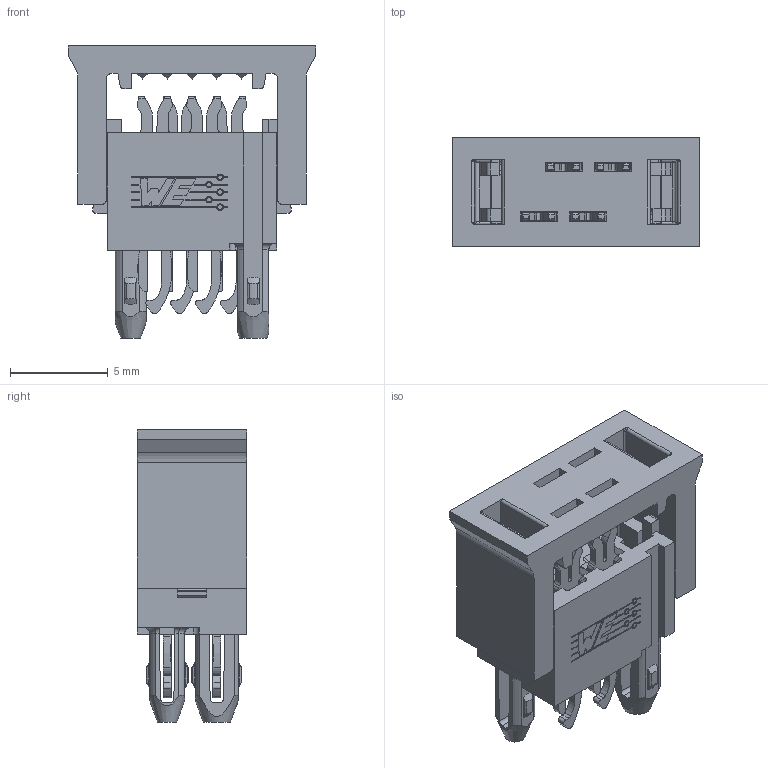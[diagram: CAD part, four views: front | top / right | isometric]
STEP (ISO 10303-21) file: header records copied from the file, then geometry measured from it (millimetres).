
FILE_DESCRIPTION(/* description */ ('Unknown'),/* implementation_level */ '2;1');
FILE_NAME(/* name */ '490107670412',/* time_stamp */ '2019-07-04T14:50:41+02:00',/* author */ ('Unknown'),/* organization */ ('Unknown'),/* preprocessor_version */ 'ST-DEVELOPER v16.7',/* originating_system */ 'DEX',/* authorisation */ $);
FILE_SCHEMA (('AUTOMOTIVE_DESIGN {1 0 10303 214 3 1 1}'));
Length unit declared in the file: millimetre
Products named in the file (4): 490107670412; CT422_00.4.1.1_0; BS698_4_00.4_0000_0; BS697_4_00.6_0000_0
Assembly tree (6 placements, depth 2):
  490107670412
    CT422_00.4.1.1_0  x4
    BS698_4_00.4_0000_0
    BS697_4_00.6_0000_0
Bounding box: 12.67 x 5.6 x 14.95 mm (x, y, z)
Volume: 426.5 mm3; surface area: 1204.3 mm2
Topology: 6 solids, 6 shells, 1240 faces, 3534 edges, 2320 vertices
Faces by surface type: plane 823, cylinder 367, bspline 32, cone 10, torus 8
Full cylindrical faces by diameter (mm): 0.241 x4
Entity records: 33748 total; most frequent: CARTESIAN_POINT 7013, ORIENTED_EDGE 5478, DIRECTION 4996, EDGE_CURVE 2739, LINE 2124, VECTOR 2124, VERTEX_POINT 1792, AXIS2_PLACEMENT_3D 1436
